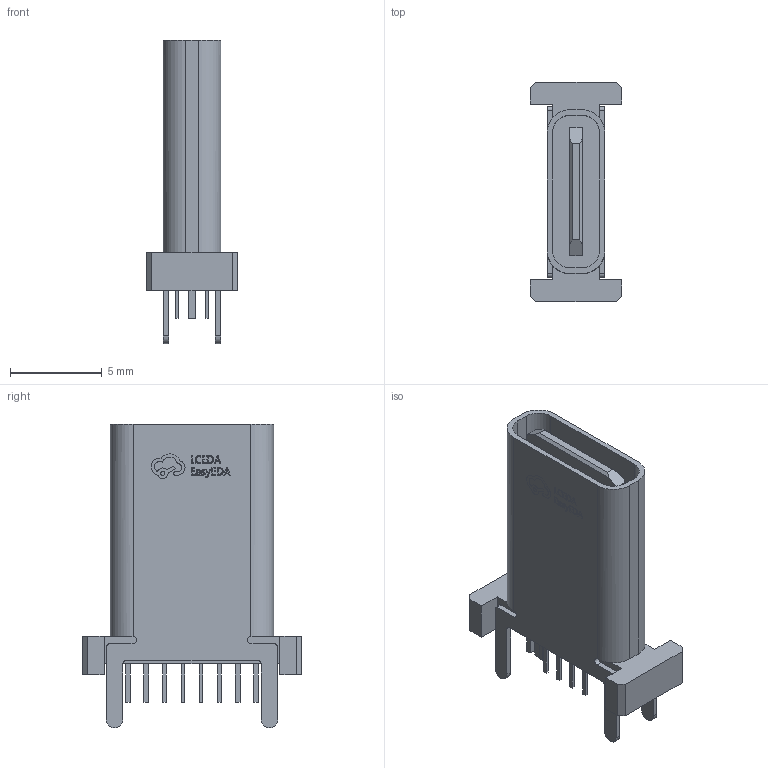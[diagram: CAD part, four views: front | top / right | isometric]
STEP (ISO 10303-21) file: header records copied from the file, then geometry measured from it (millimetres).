
FILE_DESCRIPTION (( 'STEP AP214' ), '1' );
FILE_NAME ('USB-C-TH_G-SWITCH_GT-USB-7038X.step', '2022-07-15T09:38:23', ( '' ), ( '' ), 'SwSTEP 2.0', 'SolidWorks 2020', '' );
FILE_SCHEMA (( 'AUTOMOTIVE_DESIGN' ));
Length unit declared in the file: millimetre
Products named in the file (1): USB-C-TH_G-SWITCH_GT-USB-7038X
Bounding box: 5 x 12 x 16.6 mm (x, y, z)
Volume: 227.8 mm3; surface area: 825.1 mm2
Topology: 14 solids, 14 shells, 446 faces, 1171 edges, 774 vertices
Faces by surface type: plane 302, bspline 112, cylinder 32
Entity records: 19249 total; most frequent: CARTESIAN_POINT 4496, ORIENTED_EDGE 2342, DIRECTION 1681, EDGE_CURVE 1171, LINE 875, VECTOR 875, VERTEX_POINT 774, EDGE_LOOP 479
